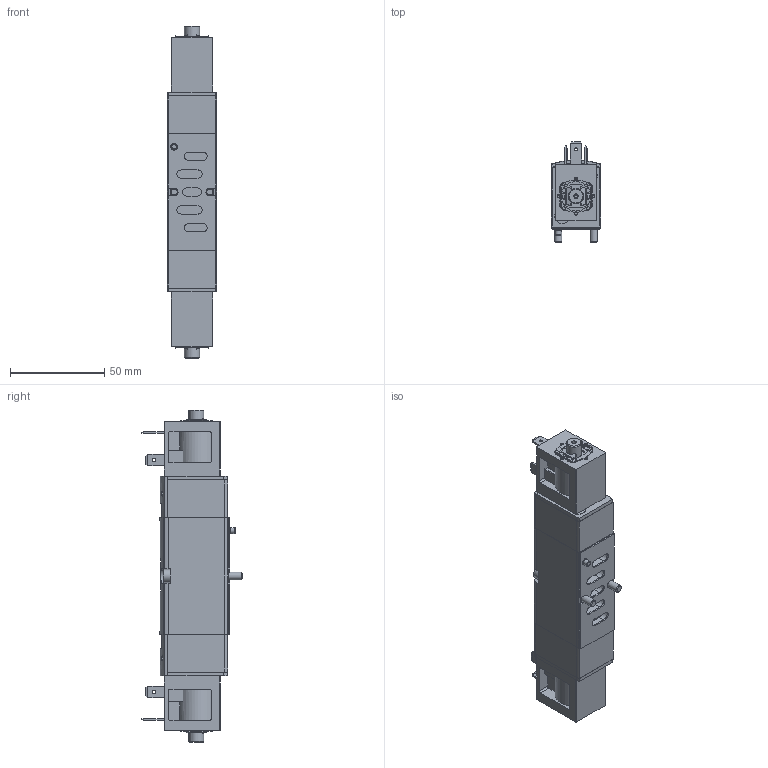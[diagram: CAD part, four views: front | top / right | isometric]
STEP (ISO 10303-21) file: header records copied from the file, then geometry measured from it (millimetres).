
FILE_DESCRIPTION(/* description */ ('STEP AP214'),/* implementation_level */ '2;1');
FILE_NAME(/* name */ '8150872_VSVA-BK-P53E-D-A1-1B2',/* time_stamp */ '2024-09-17T06:38:12+02:00',/* author */ ('License CC BY-ND 4.0'),/* organization */ ('CADENAS'),/* preprocessor_version */ 'ST-DEVELOPER v19.3',/* originating_system */ 'PARTsolutions',/* authorisation */ ' ');
FILE_SCHEMA (('AUTOMOTIVE_DESIGN {1 0 10303 214 3 1 1}'));
Length unit declared in the file: millimetre
Products named in the file (5): 8150872 VSVA-BK-P53E-D-A1-1B2---(high); 8150872 VSVA-BK-P53E-D-A1-1B2---(highV); 8200709 VACF-LK25; 8089671 VACX---(clip); 8151204 M4x38-10.9
Assembly tree (7 placements, depth 2):
  8150872 VSVA-BK-P53E-D-A1-1B2---(high)
    8150872 VSVA-BK-P53E-D-A1-1B2---(highV)
    8200709 VACF-LK25  x2
    8089671 VACX---(clip)  x2
    8151204 M4x38-10.9  x2
Bounding box: 26.2 x 53.4 x 176.1 mm (x, y, z)
Volume: 127930.4 mm3; surface area: 34803.2 mm2
Topology: 7 solids, 7 shells, 840 faces, 2094 edges, 1371 vertices
Faces by surface type: plane 406, cylinder 375, torus 44, cone 15
Full cylindrical faces by diameter (mm): 1.3 x2, 1.65 x2, 1.75 x36, 2.4 x2, 2.438 x4, 2.459 x2, 3.3 x2, 4 x2, 4.3 x4, 7 x2, 7.4 x2, 7.9 x4, 8 x4, 8.05 x4, 8.15 x2, 10 x2, 15.6 x4
Entity records: 20674 total; most frequent: CARTESIAN_POINT 3137, DIRECTION 3092, ORIENTED_EDGE 2732, EDGE_CURVE 1366, AXIS2_PLACEMENT_3D 1185, VERTEX_POINT 952, EDGE_LOOP 774, FACE_BOUND 774
